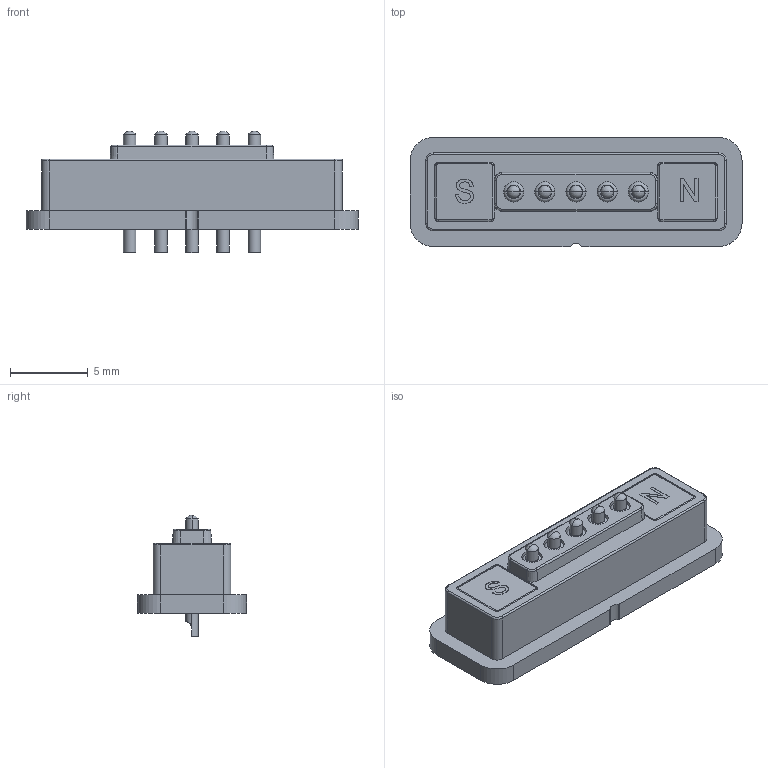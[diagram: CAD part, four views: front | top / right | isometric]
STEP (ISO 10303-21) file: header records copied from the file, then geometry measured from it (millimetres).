
FILE_DESCRIPTION (( 'STEP AP203' ), '1' );
FILE_NAME ('685-J0521451110.STEP', '2023-02-03T17:03:14', ( 'Magnum' ), ( '' ), 'SwSTEP 2.0', 'SolidWorks 2020', '' );
FILE_SCHEMA (( 'CONFIG_CONTROL_DESIGN' ));
Length unit declared in the file: millimetre
Products named in the file (1): 685-J0521451110
Bounding box: 21.3 x 7 x 7.8 mm (x, y, z)
Volume: 471.4 mm3; surface area: 799.4 mm2
Topology: 1 solids, 8 shells, 304 faces, 707 edges, 429 vertices
Faces by surface type: cylinder 126, plane 96, bspline 26, cone 24, torus 22, sphere 10
Entity records: 10065 total; most frequent: CARTESIAN_POINT 3047, DIRECTION 1503, ORIENTED_EDGE 1394, EDGE_CURVE 697, AXIS2_PLACEMENT_3D 572, VERTEX_POINT 429, VECTOR 359, LINE 359
